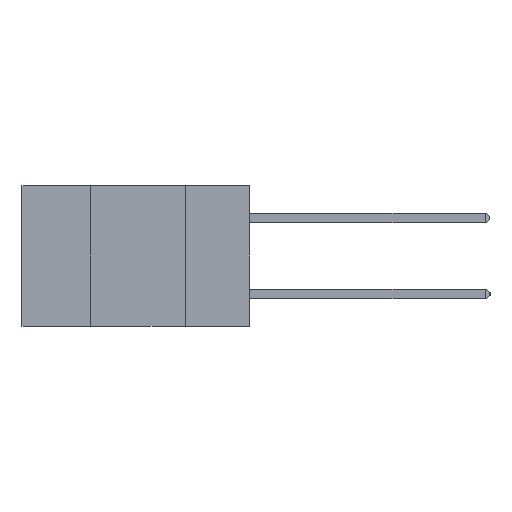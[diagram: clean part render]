
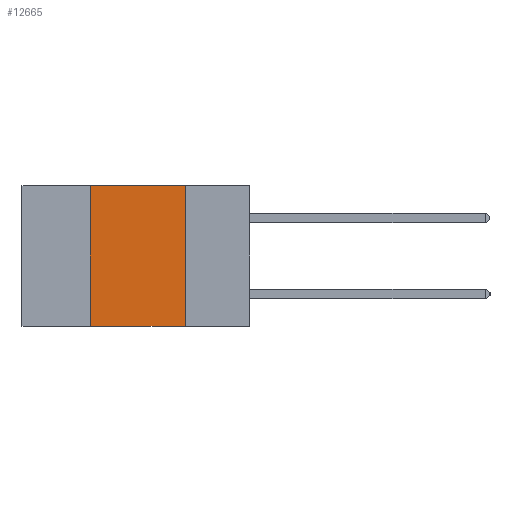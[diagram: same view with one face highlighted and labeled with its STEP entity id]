
A CAD part, left-side view. The second image highlights one B-rep face of the part: STEP entity #12665.
In plain terms, the highlighted planar face has unit normal (-1, 0, 0).
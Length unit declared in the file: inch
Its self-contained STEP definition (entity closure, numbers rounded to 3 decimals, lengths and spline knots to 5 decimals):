
#193 = VERTEX_POINT ( 'NONE', #2612 ) ;
#601 = DIRECTION ( 'NONE',  ( 1., 0., 0. ) ) ;
#1123 = DIRECTION ( 'NONE',  ( 0., -1., 0. ) ) ;
#1207 = EDGE_CURVE ( 'NONE', #193, #8936, #1756, .T. ) ;
#1756 = LINE ( 'NONE', #12488, #9834 ) ;
#2172 = DIRECTION ( 'NONE',  ( 0., 0., 1. ) ) ;
#2612 = CARTESIAN_POINT ( 'NONE',  ( 0., 0.42, -0.37 ) ) ;
#3292 = CARTESIAN_POINT ( 'NONE',  ( 0., 0.17, -0.37 ) ) ;
#3320 = ORIENTED_EDGE ( 'NONE', *, *, #9904, .F. ) ;
#3989 = CARTESIAN_POINT ( 'NONE',  ( 0., 0.17, 0. ) ) ;
#5802 = ORIENTED_EDGE ( 'NONE', *, *, #12202, .F. ) ;
#6430 = CARTESIAN_POINT ( 'NONE',  ( 0., 0.6, 0. ) ) ;
#6460 = ORIENTED_EDGE ( 'NONE', *, *, #11759, .F. ) ;
#6991 = CARTESIAN_POINT ( 'NONE',  ( 0., 0.6, 0. ) ) ;
#8080 = DIRECTION ( 'NONE',  ( 0., 0., -1. ) ) ;
#8506 = VECTOR ( 'NONE', #2172, 39.37008 ) ;
#8540 = CARTESIAN_POINT ( 'NONE',  ( 0., 0.42, 0. ) ) ;
#8586 = EDGE_LOOP ( 'NONE', ( #5802, #3320, #6460, #11953 ) ) ;
#8824 = LINE ( 'NONE', #8540, #8506 ) ;
#8936 = VERTEX_POINT ( 'NONE', #3292 ) ;
#9297 = DIRECTION ( 'NONE',  ( 0., 0., -1. ) ) ;
#9513 = AXIS2_PLACEMENT_3D ( 'NONE', #6991, #601, #8080 ) ;
#9819 = VECTOR ( 'NONE', #1123, 39.37008 ) ;
#9834 = VECTOR ( 'NONE', #12442, 39.37008 ) ;
#9894 = VERTEX_POINT ( 'NONE', #12574 ) ;
#9904 = EDGE_CURVE ( 'NONE', #12673, #9894, #12485, .T. ) ;
#10130 = CARTESIAN_POINT ( 'NONE',  ( 0., 0.42, 0. ) ) ;
#10628 = VECTOR ( 'NONE', #9297, 39.37008 ) ;
#11759 = EDGE_CURVE ( 'NONE', #193, #12673, #8824, .T. ) ;
#11953 = ORIENTED_EDGE ( 'NONE', *, *, #1207, .T. ) ;
#12116 = PLANE ( 'NONE',  #9513 ) ;
#12202 = EDGE_CURVE ( 'NONE', #9894, #8936, #13279, .T. ) ;
#12347 = FACE_OUTER_BOUND ( 'NONE', #8586, .T. ) ;
#12442 = DIRECTION ( 'NONE',  ( 0., -1., 0. ) ) ;
#12485 = LINE ( 'NONE', #6430, #9819 ) ;
#12488 = CARTESIAN_POINT ( 'NONE',  ( 0., 0.6, -0.37 ) ) ;
#12574 = CARTESIAN_POINT ( 'NONE',  ( 0., 0.17, 0. ) ) ;
#12665 = ADVANCED_FACE ( 'NONE', ( #12347 ), #12116, .F. ) ;
#12673 = VERTEX_POINT ( 'NONE', #10130 ) ;
#13279 = LINE ( 'NONE', #3989, #10628 ) ;
